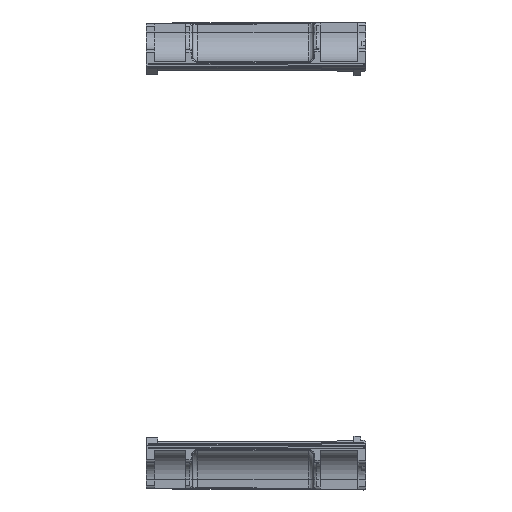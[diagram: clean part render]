
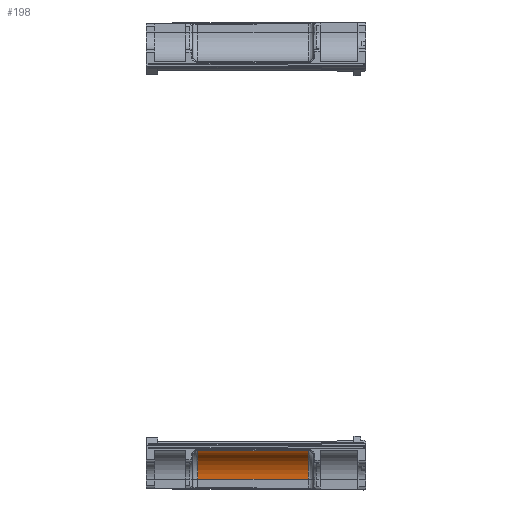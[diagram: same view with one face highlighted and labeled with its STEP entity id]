
A CAD part, left-side view. The second image highlights one B-rep face of the part: STEP entity #198.
In plain terms, the highlighted cylindrical face has radius 11.041 mm (diameter 22.083 mm), a partial arc.
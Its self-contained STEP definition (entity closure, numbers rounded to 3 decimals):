
#198=ADVANCED_FACE('',(#734),#8645,.F.);
#734=FACE_OUTER_BOUND('',#1278,.T.);
#1278=EDGE_LOOP('',(#2470,#2471,#2472,#2473));
#2470=ORIENTED_EDGE('',*,*,#4821,.T.);
#2471=ORIENTED_EDGE('',*,*,#4826,.F.);
#2472=ORIENTED_EDGE('',*,*,#4825,.F.);
#2473=ORIENTED_EDGE('',*,*,#4824,.F.);
#4821=EDGE_CURVE('',#7843,#7845,#6905,.T.);
#4824=EDGE_CURVE('',#7843,#7847,#5904,.T.);
#4825=EDGE_CURVE('',#7847,#7848,#6908,.T.);
#4826=EDGE_CURVE('',#7848,#7845,#5905,.T.);
#5904=TRIMMED_CURVE($,#6320,(#18594),(#18595),.T.,.CARTESIAN.);
#5905=TRIMMED_CURVE($,#6321,(#18599),(#18600),.T.,.CARTESIAN.);
#6320=CIRCLE('',#9370,11.041);
#6321=CIRCLE('',#9371,11.041);
#6905=B_SPLINE_CURVE_WITH_KNOTS('',1,(#18587,#18588),.UNSPECIFIED.,.F.,
 .F.,(2,2),(0.,40.78),.UNSPECIFIED.);
#6908=B_SPLINE_CURVE_WITH_KNOTS('',1,(#18596,#18597),.UNSPECIFIED.,.F.,
 .F.,(2,2),(0.,40.78),.UNSPECIFIED.);
#7843=VERTEX_POINT('',#18169);
#7845=VERTEX_POINT('',#18171);
#7847=VERTEX_POINT('',#18173);
#7848=VERTEX_POINT('',#18174);
#8645=CYLINDRICAL_SURFACE('',#9276,11.041);
#9276=AXIS2_PLACEMENT_3D('',#15889,#10179,$);
#9370=AXIS2_PLACEMENT_3D($,#18593,#10285,#10286);
#9371=AXIS2_PLACEMENT_3D($,#18598,#10287,#10288);
#10179=DIRECTION('',(0.,-1.,0.));
#10285=DIRECTION('',(0.,-1.,0.));
#10286=DIRECTION('',(0.999,0.,0.035));
#10287=DIRECTION('',(0.,1.,0.));
#10288=DIRECTION('',(0.035,0.,0.999));
#15889=CARTESIAN_POINT('',(-123.,55.81,7.));
#18169=CARTESIAN_POINT('',(-111.965,76.2,7.385));
#18171=CARTESIAN_POINT('',(-111.965,35.42,7.385));
#18173=CARTESIAN_POINT('',(-122.615,76.2,18.035));
#18174=CARTESIAN_POINT('',(-122.615,35.42,18.035));
#18587=CARTESIAN_POINT('',(-111.965,76.2,7.385));
#18588=CARTESIAN_POINT('',(-111.965,35.42,7.385));
#18593=CARTESIAN_POINT('',(-123.,76.2,7.));
#18594=CARTESIAN_POINT('',(-111.965,76.2,7.385));
#18595=CARTESIAN_POINT('',(-122.615,76.2,18.035));
#18596=CARTESIAN_POINT('',(-122.615,76.2,18.035));
#18597=CARTESIAN_POINT('',(-122.615,35.42,18.035));
#18598=CARTESIAN_POINT('',(-123.,35.42,7.));
#18599=CARTESIAN_POINT('',(-122.615,35.42,18.035));
#18600=CARTESIAN_POINT('',(-111.965,35.42,7.385));
